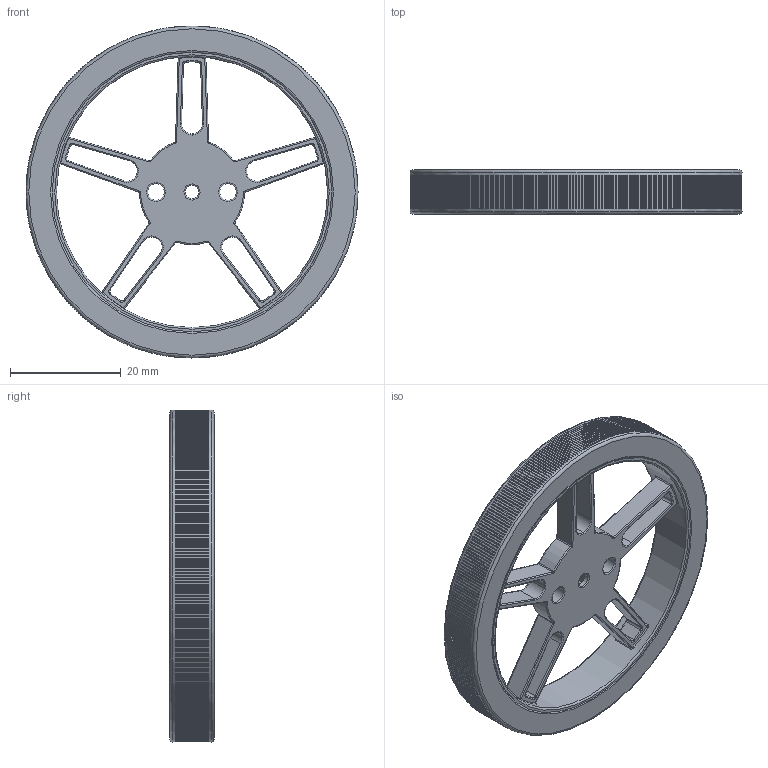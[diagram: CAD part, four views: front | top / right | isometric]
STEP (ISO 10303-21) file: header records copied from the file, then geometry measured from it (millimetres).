
FILE_DESCRIPTION(/* description */ (''),/* implementation_level */ '2;1');
FILE_NAME(/* name */ 'TT wheels 60mm v2.step',/* time_stamp */ '2021-04-24T18:25:02+07:00',/* author */ (''),/* organization */ (''),/* preprocessor_version */ 'ST-DEVELOPER v18.1',/* originating_system */ 'Autodesk Translation Framework v10.6.0.1341',/* authorisation */ '');
FILE_SCHEMA (('AUTOMOTIVE_DESIGN { 1 0 10303 214 3 1 1 }'));
Length unit declared in the file: millimetre
Products named in the file (1): TT wheels 60mm
Bounding box: 60 x 8 x 60 mm (x, y, z)
Volume: 5358.3 mm3; surface area: 11637.8 mm2
Topology: 2 solids, 2 shells, 2077 faces, 4973 edges, 3262 vertices
Faces by surface type: plane 1474, cylinder 469, torus 114, bspline 20
Full cylindrical faces by diameter (mm): 2.5 x3, 3 x2, 7 x1, 49 x1, 50.5 x3, 58 x1, 60 x1
Entity records: 61161 total; most frequent: CARTESIAN_POINT 10953, DIRECTION 10921, ORIENTED_EDGE 9946, EDGE_CURVE 4973, AXIS2_PLACEMENT_3D 3930, VERTEX_POINT 3262, LINE 3061, VECTOR 3061
